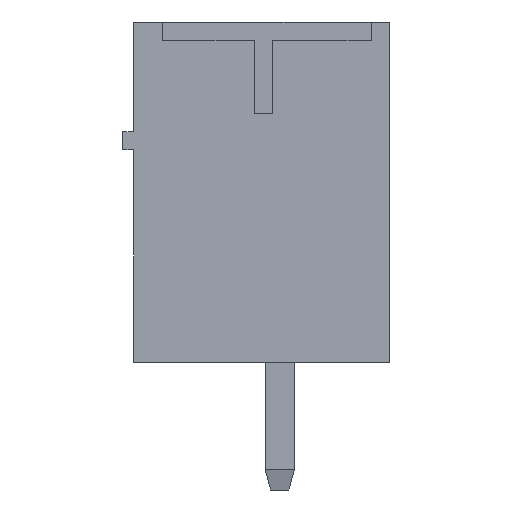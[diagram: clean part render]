
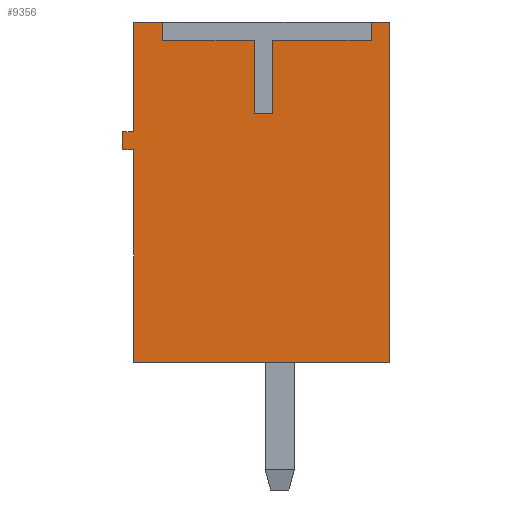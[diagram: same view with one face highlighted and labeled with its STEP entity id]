
A CAD part, left-side view. The second image highlights one B-rep face of the part: STEP entity #9356.
In plain terms, the highlighted planar face has unit normal (-1, 0, 0).
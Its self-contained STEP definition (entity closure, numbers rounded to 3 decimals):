
#577=FACE_OUTER_BOUND('',#1114,.T.);
#1114=EDGE_LOOP('',(#7896,#7897,#7898,#7899,#7900,#7901,#7902,#7903,#7904,
#7905,#7906,#7907,#7908,#7909,#7910,#7911));
#1378=LINE('',#12636,#2581);
#1504=LINE('',#12918,#2707);
#1917=LINE('',#13767,#3120);
#1921=LINE('',#13774,#3124);
#2271=LINE('',#14536,#3474);
#2277=LINE('',#14548,#3480);
#2278=LINE('',#14550,#3481);
#2280=LINE('',#14553,#3483);
#2282=LINE('',#14557,#3485);
#2285=LINE('',#14563,#3488);
#2288=LINE('',#14568,#3491);
#2290=LINE('',#14573,#3493);
#2291=LINE('',#14575,#3494);
#2292=LINE('',#14577,#3495);
#2293=LINE('',#14578,#3496);
#2294=LINE('',#14579,#3497);
#2581=VECTOR('',#10319,5.8);
#2707=VECTOR('',#10503,9.3);
#3120=VECTOR('',#11228,0.8);
#3124=VECTOR('',#11232,0.5);
#3474=VECTOR('',#12000,2.7);
#3480=VECTOR('',#12008,2.5);
#3481=VECTOR('',#12011,0.5);
#3483=VECTOR('',#12015,0.5);
#3485=VECTOR('',#12019,2.);
#3488=VECTOR('',#12024,0.5);
#3491=VECTOR('',#12029,2.);
#3493=VECTOR('',#12035,3.);
#3494=VECTOR('',#12036,0.3);
#3495=VECTOR('',#12037,0.5);
#3496=VECTOR('',#12038,0.3);
#3497=VECTOR('',#12039,7.);
#3707=VERTEX_POINT('',#12629);
#3710=VERTEX_POINT('',#12634);
#3835=VERTEX_POINT('',#12914);
#3837=VERTEX_POINT('',#12917);
#4116=VERTEX_POINT('',#13764);
#4117=VERTEX_POINT('',#13766);
#4120=VERTEX_POINT('',#13772);
#4321=VERTEX_POINT('',#14532);
#4323=VERTEX_POINT('',#14535);
#4325=VERTEX_POINT('',#14541);
#4328=VERTEX_POINT('',#14546);
#4329=VERTEX_POINT('',#14556);
#4331=VERTEX_POINT('',#14562);
#4333=VERTEX_POINT('',#14572);
#4334=VERTEX_POINT('',#14574);
#4335=VERTEX_POINT('',#14576);
#4597=EDGE_CURVE('',#3710,#3707,#1378,.T.);
#4723=EDGE_CURVE('',#3835,#3837,#1504,.T.);
#5156=EDGE_CURVE('',#4116,#4117,#1917,.T.);
#5160=EDGE_CURVE('',#4120,#3835,#1921,.T.);
#5525=EDGE_CURVE('',#4323,#4321,#2271,.T.);
#5531=EDGE_CURVE('',#4325,#4328,#2277,.T.);
#5532=EDGE_CURVE('',#4328,#4117,#2278,.T.);
#5534=EDGE_CURVE('',#4120,#4323,#2280,.T.);
#5536=EDGE_CURVE('',#4329,#4325,#2282,.T.);
#5539=EDGE_CURVE('',#4331,#4329,#2285,.T.);
#5542=EDGE_CURVE('',#4321,#4331,#2288,.T.);
#5544=EDGE_CURVE('',#4333,#4116,#2290,.T.);
#5545=EDGE_CURVE('',#4334,#4333,#2291,.T.);
#5546=EDGE_CURVE('',#4335,#4334,#2292,.T.);
#5547=EDGE_CURVE('',#3707,#4335,#2293,.T.);
#5548=EDGE_CURVE('',#3837,#3710,#2294,.T.);
#7896=ORIENTED_EDGE('',*,*,#5534,.T.);
#7897=ORIENTED_EDGE('',*,*,#5525,.T.);
#7898=ORIENTED_EDGE('',*,*,#5542,.T.);
#7899=ORIENTED_EDGE('',*,*,#5539,.T.);
#7900=ORIENTED_EDGE('',*,*,#5536,.T.);
#7901=ORIENTED_EDGE('',*,*,#5531,.T.);
#7902=ORIENTED_EDGE('',*,*,#5532,.T.);
#7903=ORIENTED_EDGE('',*,*,#5156,.F.);
#7904=ORIENTED_EDGE('',*,*,#5544,.F.);
#7905=ORIENTED_EDGE('',*,*,#5545,.F.);
#7906=ORIENTED_EDGE('',*,*,#5546,.F.);
#7907=ORIENTED_EDGE('',*,*,#5547,.F.);
#7908=ORIENTED_EDGE('',*,*,#4597,.F.);
#7909=ORIENTED_EDGE('',*,*,#5548,.F.);
#7910=ORIENTED_EDGE('',*,*,#4723,.F.);
#7911=ORIENTED_EDGE('',*,*,#5160,.F.);
#8513=PLANE('',#9879);
#9356=ADVANCED_FACE('',(#577),#8513,.T.);
#9879=AXIS2_PLACEMENT_3D('',#14571,#12033,#12034);
#10319=DIRECTION('',(0.,0.,1.));
#10503=DIRECTION('',(0.,0.,-1.));
#11228=DIRECTION('',(0.,-1.,0.));
#11232=DIRECTION('',(0.,-1.,0.));
#12000=DIRECTION('',(0.,1.,0.));
#12008=DIRECTION('',(0.,1.,0.));
#12011=DIRECTION('',(0.,0.,1.));
#12015=DIRECTION('',(0.,0.,-1.));
#12019=DIRECTION('',(0.,0.,1.));
#12024=DIRECTION('',(0.,1.,0.));
#12029=DIRECTION('',(0.,0.,-1.));
#12033=DIRECTION('center_axis',(-1.,0.,0.));
#12034=DIRECTION('ref_axis',(0.,-1.,0.));
#12035=DIRECTION('',(0.,0.,1.));
#12036=DIRECTION('',(0.,-1.,0.));
#12037=DIRECTION('',(0.,0.,1.));
#12038=DIRECTION('',(0.,1.,0.));
#12039=DIRECTION('',(0.,1.,0.));
#12629=CARTESIAN_POINT('',(-13.685,4.,5.8));
#12634=CARTESIAN_POINT('',(-13.685,4.,0.));
#12636=CARTESIAN_POINT('',(-13.685,4.,1.5));
#12914=CARTESIAN_POINT('',(-13.685,-3.,9.3));
#12917=CARTESIAN_POINT('',(-13.685,-3.,0.));
#12918=CARTESIAN_POINT('',(-13.685,-3.,1.5));
#13764=CARTESIAN_POINT('',(-13.685,4.,9.3));
#13766=CARTESIAN_POINT('',(-13.685,3.2,9.3));
#13767=CARTESIAN_POINT('',(-13.685,4.,9.3));
#13772=CARTESIAN_POINT('',(-13.685,-2.5,9.3));
#13774=CARTESIAN_POINT('',(-13.685,4.,9.3));
#14532=CARTESIAN_POINT('',(-13.685,0.2,8.8));
#14535=CARTESIAN_POINT('',(-13.685,-2.5,8.8));
#14536=CARTESIAN_POINT('',(-13.685,0.75,8.8));
#14541=CARTESIAN_POINT('',(-13.685,0.7,8.8));
#14546=CARTESIAN_POINT('',(-13.685,3.2,8.8));
#14548=CARTESIAN_POINT('',(-13.685,0.75,8.8));
#14550=CARTESIAN_POINT('',(-13.685,3.2,5.15));
#14553=CARTESIAN_POINT('',(-13.685,-2.5,5.4));
#14556=CARTESIAN_POINT('',(-13.685,0.7,6.8));
#14557=CARTESIAN_POINT('',(-13.685,0.7,4.15));
#14562=CARTESIAN_POINT('',(-13.685,0.2,6.8));
#14563=CARTESIAN_POINT('',(-13.685,2.1,6.8));
#14568=CARTESIAN_POINT('',(-13.685,0.2,5.15));
#14571=CARTESIAN_POINT('Origin',(-13.685,4.,1.5));
#14572=CARTESIAN_POINT('',(-13.685,4.,6.3));
#14573=CARTESIAN_POINT('',(-13.685,4.,1.5));
#14574=CARTESIAN_POINT('',(-13.685,4.3,6.3));
#14575=CARTESIAN_POINT('',(-13.685,3.95,6.3));
#14576=CARTESIAN_POINT('',(-13.685,4.3,5.8));
#14577=CARTESIAN_POINT('',(-13.685,4.3,5.475));
#14578=CARTESIAN_POINT('',(-13.685,4.1,5.8));
#14579=CARTESIAN_POINT('',(-13.685,-3.,0.));
